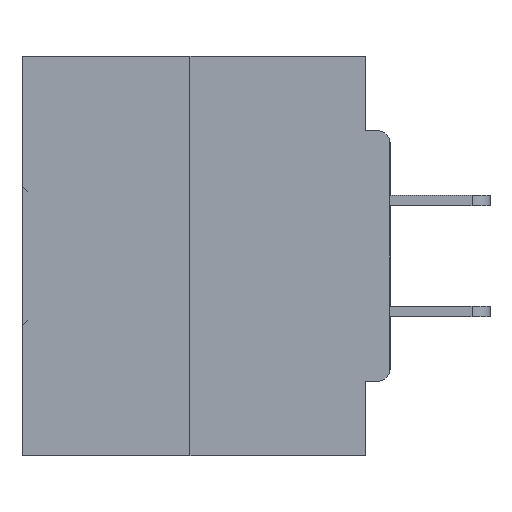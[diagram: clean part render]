
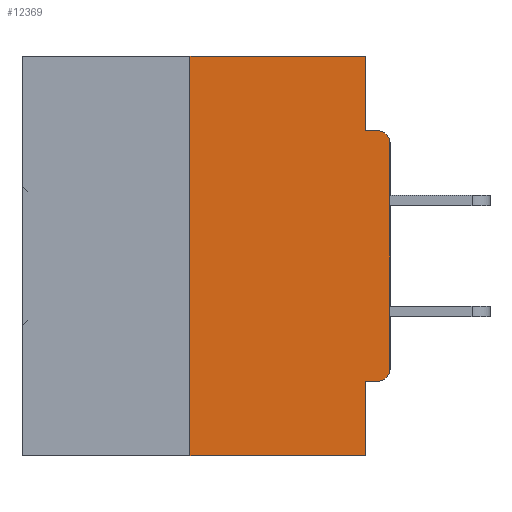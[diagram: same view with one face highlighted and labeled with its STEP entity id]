
A CAD part, left-side view. The second image highlights one B-rep face of the part: STEP entity #12369.
In plain terms, the highlighted planar face has unit normal (-1, 0, 0).
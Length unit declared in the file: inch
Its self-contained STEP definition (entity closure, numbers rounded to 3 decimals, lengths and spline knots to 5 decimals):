
#264 = VERTEX_POINT ( 'NONE', #31807 ) ;
#1207 = VECTOR ( 'NONE', #15917, 39.37008 ) ;
#1991 = CARTESIAN_POINT ( 'NONE',  ( 0., 0.015, -0.0935 ) ) ;
#2241 = EDGE_CURVE ( 'NONE', #17069, #17410, #32379, .T. ) ;
#3027 = DIRECTION ( 'NONE',  ( 0., -1., 0. ) ) ;
#3388 = CARTESIAN_POINT ( 'NONE',  ( 0., 0.031, -0.5 ) ) ;
#3492 = EDGE_CURVE ( 'NONE', #264, #5479, #43331, .T. ) ;
#4036 = EDGE_CURVE ( 'NONE', #24740, #13640, #12331, .T. ) ;
#4461 = CARTESIAN_POINT ( 'NONE',  ( 0., 0.46, 0. ) ) ;
#4730 = EDGE_CURVE ( 'NONE', #12605, #17069, #19216, .T. ) ;
#5313 = ORIENTED_EDGE ( 'NONE', *, *, #24864, .F. ) ;
#5479 = VERTEX_POINT ( 'NONE', #1991 ) ;
#5761 = VECTOR ( 'NONE', #18357, 39.37008 ) ;
#6056 = DIRECTION ( 'NONE',  ( 0., 0., -1. ) ) ;
#6632 = CARTESIAN_POINT ( 'NONE',  ( 0., 0.25, 0. ) ) ;
#7362 = CARTESIAN_POINT ( 'NONE',  ( 0., 0., -0.3915 ) ) ;
#7698 = DIRECTION ( 'NONE',  ( 0., 0., 1. ) ) ;
#8511 = CARTESIAN_POINT ( 'NONE',  ( 0., 0.46, -0.5 ) ) ;
#8659 = AXIS2_PLACEMENT_3D ( 'NONE', #45629, #21037, #14240 ) ;
#9228 = ORIENTED_EDGE ( 'NONE', *, *, #3492, .F. ) ;
#9657 = CARTESIAN_POINT ( 'NONE',  ( 0., 0., -0.1085 ) ) ;
#10092 = DIRECTION ( 'NONE',  ( -1., 0., 0. ) ) ;
#11829 = VECTOR ( 'NONE', #3027, 39.37008 ) ;
#12113 = ORIENTED_EDGE ( 'NONE', *, *, #2241, .T. ) ;
#12331 = LINE ( 'NONE', #8511, #25535 ) ;
#12369 = ADVANCED_FACE ( 'NONE', ( #35729 ), #42227, .F. ) ;
#12605 = VERTEX_POINT ( 'NONE', #16140 ) ;
#13640 = VERTEX_POINT ( 'NONE', #3388 ) ;
#13689 = ORIENTED_EDGE ( 'NONE', *, *, #41366, .F. ) ;
#13888 = CARTESIAN_POINT ( 'NONE',  ( 0., 0.015, -0.3915 ) ) ;
#14240 = DIRECTION ( 'NONE',  ( 0., 0., -1. ) ) ;
#14853 = ORIENTED_EDGE ( 'NONE', *, *, #4036, .T. ) ;
#15034 = EDGE_CURVE ( 'NONE', #34130, #264, #39373, .T. ) ;
#15130 = AXIS2_PLACEMENT_3D ( 'NONE', #13888, #31612, #42467 ) ;
#15666 = AXIS2_PLACEMENT_3D ( 'NONE', #34091, #10092, #6056 ) ;
#15917 = DIRECTION ( 'NONE',  ( 0., 1., 0. ) ) ;
#16140 = CARTESIAN_POINT ( 'NONE',  ( 0., 0.015, -0.4065 ) ) ;
#17069 = VERTEX_POINT ( 'NONE', #7362 ) ;
#17410 = VERTEX_POINT ( 'NONE', #9657 ) ;
#17483 = CARTESIAN_POINT ( 'NONE',  ( 0., 0., -0.0935 ) ) ;
#17976 = CARTESIAN_POINT ( 'NONE',  ( 0., 0., 0. ) ) ;
#18218 = ORIENTED_EDGE ( 'NONE', *, *, #45324, .F. ) ;
#18357 = DIRECTION ( 'NONE',  ( 0., 0., -1. ) ) ;
#18627 = ORIENTED_EDGE ( 'NONE', *, *, #32990, .T. ) ;
#18765 = VECTOR ( 'NONE', #36091, 39.37008 ) ;
#19216 = CIRCLE ( 'NONE', #15130, 0.015 ) ;
#19361 = LINE ( 'NONE', #28888, #35394 ) ;
#20999 = LINE ( 'NONE', #28970, #18765 ) ;
#21037 = DIRECTION ( 'NONE',  ( 1., 0., 0. ) ) ;
#23714 = CIRCLE ( 'NONE', #15666, 0.015 ) ;
#24122 = VECTOR ( 'NONE', #7698, 39.37008 ) ;
#24419 = CARTESIAN_POINT ( 'NONE',  ( 0., 0.031, -0.4065 ) ) ;
#24740 = VERTEX_POINT ( 'NONE', #30689 ) ;
#24864 = EDGE_CURVE ( 'NONE', #44487, #13640, #20999, .T. ) ;
#25535 = VECTOR ( 'NONE', #25869, 39.37008 ) ;
#25583 = CARTESIAN_POINT ( 'NONE',  ( 0., 0.031, 0. ) ) ;
#25755 = VERTEX_POINT ( 'NONE', #6632 ) ;
#25869 = DIRECTION ( 'NONE',  ( 0., -1., 0. ) ) ;
#28888 = CARTESIAN_POINT ( 'NONE',  ( 0., 0.25, 0. ) ) ;
#28970 = CARTESIAN_POINT ( 'NONE',  ( 0., 0.031, -0.5 ) ) ;
#29235 = DIRECTION ( 'NONE',  ( 0., -1., 0. ) ) ;
#29902 = EDGE_LOOP ( 'NONE', ( #18218, #40635, #14853, #5313, #13689, #41232, #12113, #18627, #9228, #32888 ) ) ;
#30393 = CARTESIAN_POINT ( 'NONE',  ( 0., 0.031, 0. ) ) ;
#30689 = CARTESIAN_POINT ( 'NONE',  ( 0., 0.25, -0.5 ) ) ;
#31612 = DIRECTION ( 'NONE',  ( -1., 0., 0. ) ) ;
#31807 = CARTESIAN_POINT ( 'NONE',  ( 0., 0.031, -0.0935 ) ) ;
#32104 = EDGE_CURVE ( 'NONE', #24740, #25755, #19361, .T. ) ;
#32379 = LINE ( 'NONE', #17976, #24122 ) ;
#32888 = ORIENTED_EDGE ( 'NONE', *, *, #15034, .F. ) ;
#32990 = EDGE_CURVE ( 'NONE', #17410, #5479, #23714, .T. ) ;
#33808 = VECTOR ( 'NONE', #29235, 39.37008 ) ;
#34091 = CARTESIAN_POINT ( 'NONE',  ( 0., 0.015, -0.1085 ) ) ;
#34130 = VERTEX_POINT ( 'NONE', #30393 ) ;
#35394 = VECTOR ( 'NONE', #39722, 39.37008 ) ;
#35408 = LINE ( 'NONE', #37538, #1207 ) ;
#35729 = FACE_OUTER_BOUND ( 'NONE', #29902, .T. ) ;
#36091 = DIRECTION ( 'NONE',  ( 0., 0., -1. ) ) ;
#37538 = CARTESIAN_POINT ( 'NONE',  ( 0., 0., -0.4065 ) ) ;
#39373 = LINE ( 'NONE', #25583, #5761 ) ;
#39722 = DIRECTION ( 'NONE',  ( 0., 0., 1. ) ) ;
#40635 = ORIENTED_EDGE ( 'NONE', *, *, #32104, .F. ) ;
#41232 = ORIENTED_EDGE ( 'NONE', *, *, #4730, .T. ) ;
#41366 = EDGE_CURVE ( 'NONE', #12605, #44487, #35408, .T. ) ;
#42227 = PLANE ( 'NONE',  #8659 ) ;
#42467 = DIRECTION ( 'NONE',  ( 0., 0., -1. ) ) ;
#43247 = LINE ( 'NONE', #4461, #33808 ) ;
#43331 = LINE ( 'NONE', #17483, #11829 ) ;
#44487 = VERTEX_POINT ( 'NONE', #24419 ) ;
#45324 = EDGE_CURVE ( 'NONE', #25755, #34130, #43247, .T. ) ;
#45629 = CARTESIAN_POINT ( 'NONE',  ( 0., 0.46, 0. ) ) ;
